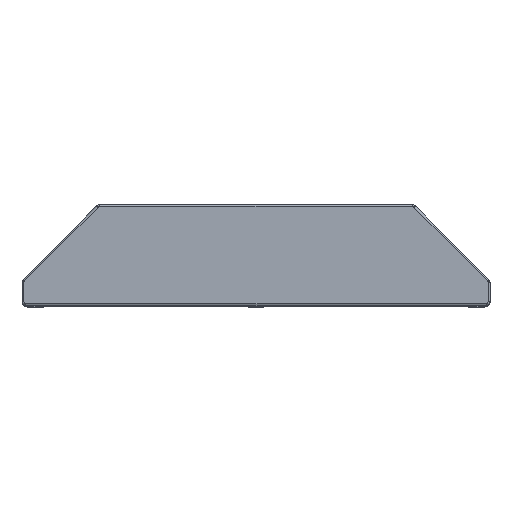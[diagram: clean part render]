
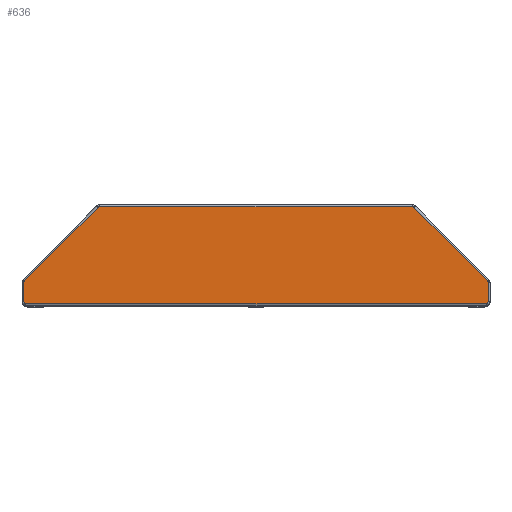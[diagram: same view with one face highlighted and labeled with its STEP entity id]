
A CAD part, top view. The second image highlights one B-rep face of the part: STEP entity #636.
In plain terms, the highlighted planar face has unit normal (0, 0, 1).
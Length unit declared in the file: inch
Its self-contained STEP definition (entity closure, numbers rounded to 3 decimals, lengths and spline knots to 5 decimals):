
#299 = VECTOR ( 'NONE', #10414, 39.37008 ) ;
#450 = CARTESIAN_POINT ( 'NONE',  ( 5.84646, -2.46063, 6.02362 ) ) ;
#636 = ADVANCED_FACE ( 'NONE', ( #9717 ), #2106, .T. ) ;
#698 = EDGE_CURVE ( 'NONE', #1947, #14707, #16234, .T. ) ;
#775 = LINE ( 'NONE', #11618, #10612 ) ;
#1002 = EDGE_CURVE ( 'NONE', #14707, #1385, #15711, .T. ) ;
#1138 = EDGE_CURVE ( 'NONE', #17309, #15673, #19359, .T. ) ;
#1163 = EDGE_LOOP ( 'NONE', ( #13250, #13749, #18117, #14367, #17258, #15605, #18873, #18606, #18211, #6667, #11710, #6925 ) ) ;
#1385 = VERTEX_POINT ( 'NONE', #11382 ) ;
#1806 = CARTESIAN_POINT ( 'NONE',  ( -4.00978, -0.06363, 6.02362 ) ) ;
#1947 = VERTEX_POINT ( 'NONE', #11441 ) ;
#1990 = CARTESIAN_POINT ( 'NONE',  ( 5.89567, -1.9699, 6.02362 ) ) ;
#2106 = PLANE ( 'NONE',  #12377 ) ;
#2173 = EDGE_CURVE ( 'NONE', #11597, #2424, #9548, .T. ) ;
#2331 = EDGE_CURVE ( 'NONE', #8344, #14916, #10844, .T. ) ;
#2397 = DIRECTION ( 'NONE',  ( 0., 0., 1. ) ) ;
#2424 = VERTEX_POINT ( 'NONE', #7502 ) ;
#2438 = DIRECTION ( 'NONE',  ( 1., 0., 0. ) ) ;
#2556 = AXIS2_PLACEMENT_3D ( 'NONE', #450, #6480, #18732 ) ;
#2608 = CARTESIAN_POINT ( 'NONE',  ( -5.89567, -2.46063, 6.02362 ) ) ;
#2634 = CARTESIAN_POINT ( 'NONE',  ( 4.00978, -0.06363, 6.02362 ) ) ;
#2733 = VERTEX_POINT ( 'NONE', #2608 ) ;
#2959 = AXIS2_PLACEMENT_3D ( 'NONE', #11599, #8792, #3980 ) ;
#3114 = CARTESIAN_POINT ( 'NONE',  ( 4.00978, -0.06363, 6.02362 ) ) ;
#3401 = DIRECTION ( 'NONE',  ( 0., 1., 0. ) ) ;
#3899 = DIRECTION ( 'NONE',  ( 0., 0., 1. ) ) ;
#3980 = DIRECTION ( 'NONE',  ( 1., 0., 0. ) ) ;
#4301 = CARTESIAN_POINT ( 'NONE',  ( 5.84646, -2.50984, 6.02362 ) ) ;
#4675 = CARTESIAN_POINT ( 'NONE',  ( 5.84646, -2.50984, 6.02362 ) ) ;
#5635 = EDGE_CURVE ( 'NONE', #1385, #11597, #13564, .T. ) ;
#5649 = CARTESIAN_POINT ( 'NONE',  ( 3.97498, -0.09843, 6.02362 ) ) ;
#5942 = DIRECTION ( 'NONE',  ( 0., 0., 1. ) ) ;
#5955 = DIRECTION ( 'NONE',  ( 0., 0., 1. ) ) ;
#5970 = CARTESIAN_POINT ( 'NONE',  ( 5.89567, -1.9699, 6.02362 ) ) ;
#6111 = AXIS2_PLACEMENT_3D ( 'NONE', #5649, #5942, #16573 ) ;
#6135 = CIRCLE ( 'NONE', #9647, 0.04921 ) ;
#6380 = CARTESIAN_POINT ( 'NONE',  ( 3.97498, -0.04921, 6.02362 ) ) ;
#6480 = DIRECTION ( 'NONE',  ( 0., 0., 1. ) ) ;
#6482 = EDGE_CURVE ( 'NONE', #15673, #2733, #19271, .T. ) ;
#6510 = LINE ( 'NONE', #12658, #10656 ) ;
#6667 = ORIENTED_EDGE ( 'NONE', *, *, #698, .T. ) ;
#6925 = ORIENTED_EDGE ( 'NONE', *, *, #5635, .T. ) ;
#7502 = CARTESIAN_POINT ( 'NONE',  ( 5.88126, -1.9351, 6.02362 ) ) ;
#7653 = DIRECTION ( 'NONE',  ( -0.707, 0.707, 0. ) ) ;
#8149 = DIRECTION ( 'NONE',  ( 0., -1., 0. ) ) ;
#8324 = CARTESIAN_POINT ( 'NONE',  ( -3.97498, -0.04921, 6.02362 ) ) ;
#8344 = VERTEX_POINT ( 'NONE', #8324 ) ;
#8427 = CARTESIAN_POINT ( 'NONE',  ( -5.88126, -1.9351, 6.02362 ) ) ;
#8792 = DIRECTION ( 'NONE',  ( 0., 0., 1. ) ) ;
#9143 = VECTOR ( 'NONE', #8149, 39.37008 ) ;
#9158 = LINE ( 'NONE', #3114, #11681 ) ;
#9207 = EDGE_CURVE ( 'NONE', #2733, #1947, #6135, .T. ) ;
#9548 = CIRCLE ( 'NONE', #16288, 0.04921 ) ;
#9612 = DIRECTION ( 'NONE',  ( -1., 0., 0. ) ) ;
#9647 = AXIS2_PLACEMENT_3D ( 'NONE', #19401, #5955, #2438 ) ;
#9717 = FACE_OUTER_BOUND ( 'NONE', #1163, .T. ) ;
#9766 = VERTEX_POINT ( 'NONE', #6380 ) ;
#10118 = DIRECTION ( 'NONE',  ( 1., 0., 0. ) ) ;
#10353 = EDGE_CURVE ( 'NONE', #12812, #9766, #14090, .T. ) ;
#10414 = DIRECTION ( 'NONE',  ( 1., 0., 0. ) ) ;
#10612 = VECTOR ( 'NONE', #19538, 39.37008 ) ;
#10656 = VECTOR ( 'NONE', #9612, 39.37008 ) ;
#10844 = CIRCLE ( 'NONE', #11812, 0.04921 ) ;
#11382 = CARTESIAN_POINT ( 'NONE',  ( 5.89567, -2.46063, 6.02362 ) ) ;
#11441 = CARTESIAN_POINT ( 'NONE',  ( -5.84646, -2.50984, 6.02362 ) ) ;
#11578 = CARTESIAN_POINT ( 'NONE',  ( -5.89567, -1.9699, 6.02362 ) ) ;
#11597 = VERTEX_POINT ( 'NONE', #5970 ) ;
#11599 = CARTESIAN_POINT ( 'NONE',  ( -5.84646, -1.9699, 6.02362 ) ) ;
#11618 = CARTESIAN_POINT ( 'NONE',  ( -5.88126, -1.9351, 6.02362 ) ) ;
#11681 = VECTOR ( 'NONE', #7653, 39.37008 ) ;
#11710 = ORIENTED_EDGE ( 'NONE', *, *, #1002, .T. ) ;
#11812 = AXIS2_PLACEMENT_3D ( 'NONE', #17647, #2397, #10118 ) ;
#12377 = AXIS2_PLACEMENT_3D ( 'NONE', #16138, #3899, #13440 ) ;
#12658 = CARTESIAN_POINT ( 'NONE',  ( -3.97498, -0.04921, 6.02362 ) ) ;
#12812 = VERTEX_POINT ( 'NONE', #2634 ) ;
#13250 = ORIENTED_EDGE ( 'NONE', *, *, #2173, .T. ) ;
#13440 = DIRECTION ( 'NONE',  ( 1., 0., 0. ) ) ;
#13564 = LINE ( 'NONE', #1990, #18527 ) ;
#13695 = EDGE_CURVE ( 'NONE', #2424, #12812, #9158, .T. ) ;
#13749 = ORIENTED_EDGE ( 'NONE', *, *, #13695, .T. ) ;
#14090 = CIRCLE ( 'NONE', #6111, 0.04921 ) ;
#14261 = DIRECTION ( 'NONE',  ( 0., 0., 1. ) ) ;
#14367 = ORIENTED_EDGE ( 'NONE', *, *, #15108, .T. ) ;
#14407 = EDGE_CURVE ( 'NONE', #14916, #17309, #775, .T. ) ;
#14707 = VERTEX_POINT ( 'NONE', #4675 ) ;
#14916 = VERTEX_POINT ( 'NONE', #1806 ) ;
#15108 = EDGE_CURVE ( 'NONE', #9766, #8344, #6510, .T. ) ;
#15605 = ORIENTED_EDGE ( 'NONE', *, *, #14407, .T. ) ;
#15673 = VERTEX_POINT ( 'NONE', #11578 ) ;
#15711 = CIRCLE ( 'NONE', #2556, 0.04921 ) ;
#15782 = CARTESIAN_POINT ( 'NONE',  ( -5.89567, -2.46063, 6.02362 ) ) ;
#16138 = CARTESIAN_POINT ( 'NONE',  ( 3.97498, -0.09843, 6.02362 ) ) ;
#16234 = LINE ( 'NONE', #4301, #299 ) ;
#16288 = AXIS2_PLACEMENT_3D ( 'NONE', #18655, #14261, #17046 ) ;
#16573 = DIRECTION ( 'NONE',  ( 1., 0., 0. ) ) ;
#17046 = DIRECTION ( 'NONE',  ( 1., 0., 0. ) ) ;
#17258 = ORIENTED_EDGE ( 'NONE', *, *, #2331, .T. ) ;
#17309 = VERTEX_POINT ( 'NONE', #8427 ) ;
#17647 = CARTESIAN_POINT ( 'NONE',  ( -3.97498, -0.09843, 6.02362 ) ) ;
#18117 = ORIENTED_EDGE ( 'NONE', *, *, #10353, .T. ) ;
#18211 = ORIENTED_EDGE ( 'NONE', *, *, #9207, .T. ) ;
#18527 = VECTOR ( 'NONE', #3401, 39.37008 ) ;
#18606 = ORIENTED_EDGE ( 'NONE', *, *, #6482, .T. ) ;
#18655 = CARTESIAN_POINT ( 'NONE',  ( 5.84646, -1.9699, 6.02362 ) ) ;
#18732 = DIRECTION ( 'NONE',  ( 1., 0., 0. ) ) ;
#18873 = ORIENTED_EDGE ( 'NONE', *, *, #1138, .T. ) ;
#19271 = LINE ( 'NONE', #15782, #9143 ) ;
#19359 = CIRCLE ( 'NONE', #2959, 0.04921 ) ;
#19401 = CARTESIAN_POINT ( 'NONE',  ( -5.84646, -2.46063, 6.02362 ) ) ;
#19538 = DIRECTION ( 'NONE',  ( -0.707, -0.707, 0. ) ) ;
